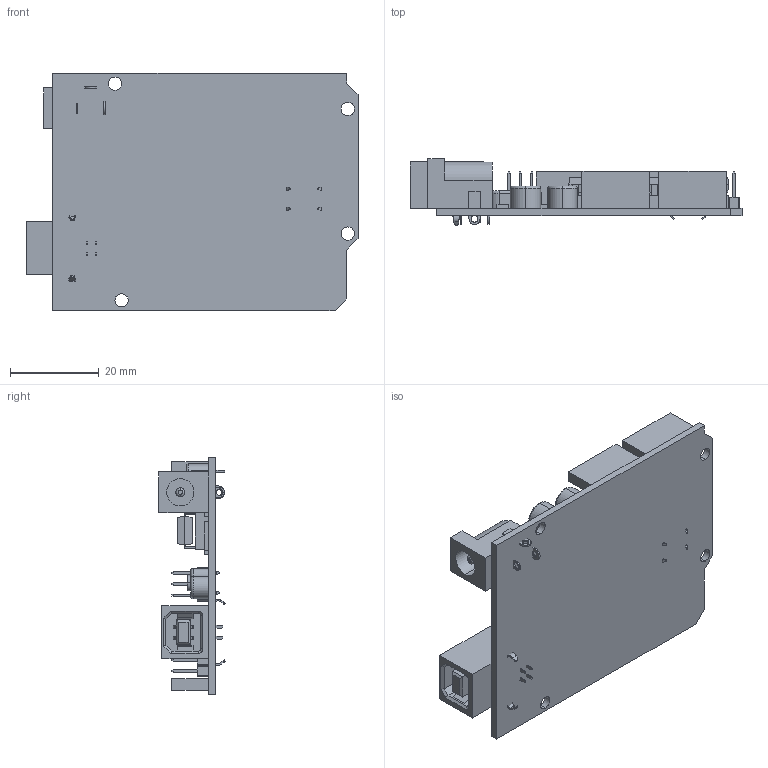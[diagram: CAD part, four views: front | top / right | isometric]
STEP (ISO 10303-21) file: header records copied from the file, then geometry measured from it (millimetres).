
FILE_DESCRIPTION (( 'STEP AP214' ), '1' );
FILE_NAME ('User Library-Arduino-UNO.STEP', '2021-01-20T03:28:42', ( '' ), ( '' ), 'SwSTEP 2.0', 'SolidWorks 2020', '' );
FILE_SCHEMA (( 'AUTOMOTIVE_DESIGN' ));
Length unit declared in the file: millimetre
Products named in the file (9): User Library-Arduino Mega_tactile BUTTON; User Library-Arduino Mega_USB SM host; User Library-Arduino Mega_PIN HEADER FEMALE 6; User Library-Arduino-UNO; User Library-Arduino Mega_PIN HEADER FEMALE 8; User Library-Arduino Mega_Header Vertical 2_54mm Pitch4-1_2 Way; Arduino_UNO_PCB_Predeterminado; User Library-Arduino Mega_DC POWER JACK; User Library-28 pin dip
Assembly tree (15 placements, depth 2):
  User Library-Arduino-UNO
    Arduino_UNO_PCB_Predeterminado
    User Library-Arduino Mega_DC POWER JACK
    User Library-Arduino Mega_USB SM host
    User Library-Arduino Mega_tactile BUTTON
    User Library-Arduino Mega_Header Vertical 2_54mm Pitch4-1_2 Way  x6
    User Library-Arduino Mega_PIN HEADER FEMALE 6  x2
    User Library-Arduino Mega_PIN HEADER FEMALE 8  x2
    User Library-28 pin dip
Bounding box: 74.65 x 14.9 x 53.3 mm (x, y, z)
Volume: 12654 mm3; surface area: 15025.2 mm2
Topology: 21 solids, 21 shells, 1359 faces, 3474 edges, 2222 vertices
Faces by surface type: plane 1222, cylinder 107, torus 20, cone 10
Entity records: 35792 total; most frequent: CARTESIAN_POINT 4987, ORIENTED_EDGE 4804, DIRECTION 4436, EDGE_CURVE 2402, VECTOR 2134, LINE 2134, VERTEX_POINT 1558, AXIS2_PLACEMENT_3D 1151
